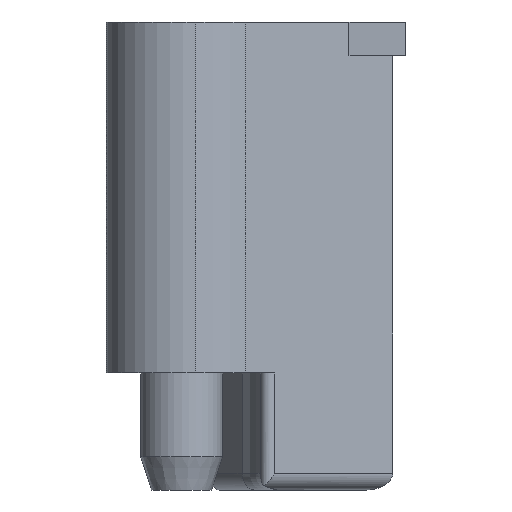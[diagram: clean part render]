
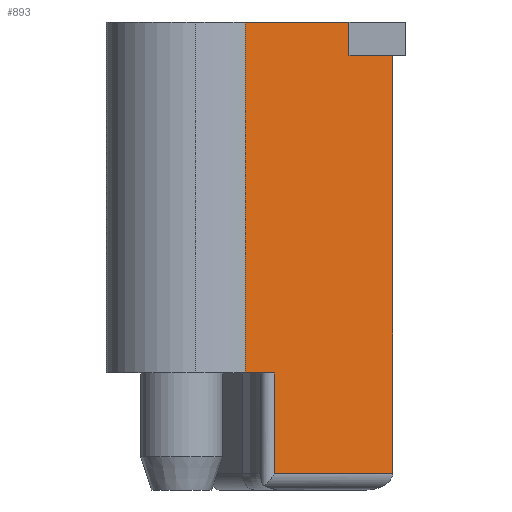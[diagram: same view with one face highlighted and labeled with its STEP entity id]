
A CAD part, front view. The second image highlights one B-rep face of the part: STEP entity #893.
In plain terms, the highlighted planar face has unit normal (0.643, -0.766, 0).
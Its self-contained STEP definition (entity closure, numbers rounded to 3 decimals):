
#32=PLANE('',#969);
#74=FACE_OUTER_BOUND('',#127,.T.);
#127=EDGE_LOOP('',(#635,#636,#637,#638,#639,#640,#641,#642));
#182=LINE('',#1325,#282);
#184=LINE('',#1342,#284);
#185=LINE('',#1344,#285);
#186=LINE('',#1346,#286);
#187=LINE('',#1348,#287);
#188=LINE('',#1350,#288);
#189=LINE('',#1352,#289);
#190=LINE('',#1353,#290);
#282=VECTOR('',#1064,10.);
#284=VECTOR('',#1070,10.);
#285=VECTOR('',#1071,10.);
#286=VECTOR('',#1072,10.);
#287=VECTOR('',#1073,10.);
#288=VECTOR('',#1074,10.);
#289=VECTOR('',#1075,10.);
#290=VECTOR('',#1076,10.);
#409=VERTEX_POINT('',#1315);
#410=VERTEX_POINT('',#1324);
#413=VERTEX_POINT('',#1341);
#414=VERTEX_POINT('',#1343);
#415=VERTEX_POINT('',#1345);
#416=VERTEX_POINT('',#1347);
#417=VERTEX_POINT('',#1349);
#418=VERTEX_POINT('',#1351);
#496=EDGE_CURVE('',#409,#410,#182,.T.);
#500=EDGE_CURVE('',#410,#413,#184,.T.);
#501=EDGE_CURVE('',#414,#409,#185,.T.);
#502=EDGE_CURVE('',#414,#415,#186,.T.);
#503=EDGE_CURVE('',#415,#416,#187,.T.);
#504=EDGE_CURVE('',#416,#417,#188,.T.);
#505=EDGE_CURVE('',#417,#418,#189,.T.);
#506=EDGE_CURVE('',#418,#413,#190,.T.);
#635=ORIENTED_EDGE('',*,*,#500,.F.);
#636=ORIENTED_EDGE('',*,*,#496,.F.);
#637=ORIENTED_EDGE('',*,*,#501,.F.);
#638=ORIENTED_EDGE('',*,*,#502,.T.);
#639=ORIENTED_EDGE('',*,*,#503,.T.);
#640=ORIENTED_EDGE('',*,*,#504,.T.);
#641=ORIENTED_EDGE('',*,*,#505,.T.);
#642=ORIENTED_EDGE('',*,*,#506,.T.);
#893=ADVANCED_FACE('',(#74),#32,.T.);
#969=AXIS2_PLACEMENT_3D('',#1340,#1068,#1069);
#1064=DIRECTION('',(0.,0.,1.));
#1068=DIRECTION('center_axis',(0.643,-0.766,0.));
#1069=DIRECTION('ref_axis',(-0.766,-0.643,0.));
#1070=DIRECTION('',(-0.766,-0.643,0.));
#1071=DIRECTION('',(-0.766,-0.643,0.));
#1072=DIRECTION('',(0.,0.,1.));
#1073=DIRECTION('',(-0.766,-0.643,0.));
#1074=DIRECTION('',(0.,0.,1.));
#1075=DIRECTION('',(-0.766,-0.643,0.));
#1076=DIRECTION('',(0.,0.,-1.));
#1315=CARTESIAN_POINT('',(5.542,-1.554,-27.));
#1324=CARTESIAN_POINT('',(5.542,-1.554,-21.));
#1325=CARTESIAN_POINT('',(5.542,-1.554,-21.));
#1340=CARTESIAN_POINT('Origin',(12.756,4.5,0.));
#1341=CARTESIAN_POINT('',(3.796,-3.019,-21.));
#1342=CARTESIAN_POINT('',(9.653,1.896,-21.));
#1343=CARTESIAN_POINT('',(12.637,4.4,-27.));
#1344=CARTESIAN_POINT('',(12.659,4.418,-27.));
#1345=CARTESIAN_POINT('',(12.637,4.4,-2.));
#1346=CARTESIAN_POINT('',(12.637,4.4,0.));
#1347=CARTESIAN_POINT('',(10.015,2.2,-2.));
#1348=CARTESIAN_POINT('',(11.673,3.591,-2.));
#1349=CARTESIAN_POINT('',(10.015,2.2,0.));
#1350=CARTESIAN_POINT('',(10.015,2.2,0.));
#1351=CARTESIAN_POINT('',(3.796,-3.019,0.));
#1352=CARTESIAN_POINT('',(12.756,4.5,0.));
#1353=CARTESIAN_POINT('',(3.796,-3.019,0.));
